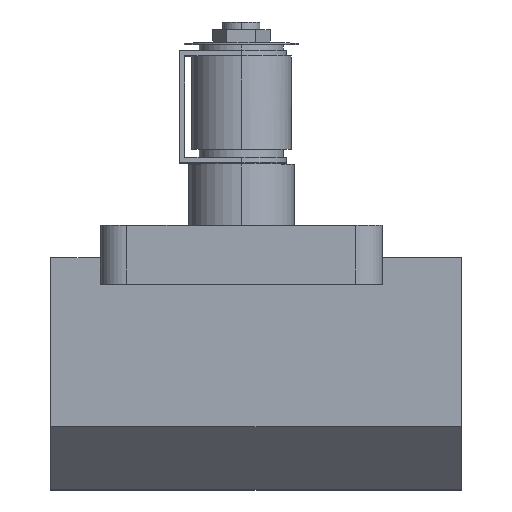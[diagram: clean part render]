
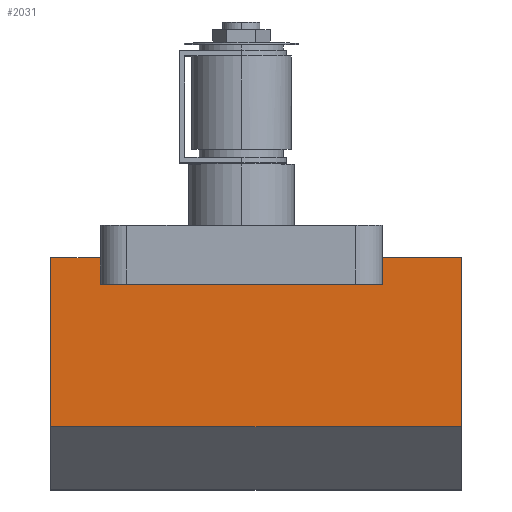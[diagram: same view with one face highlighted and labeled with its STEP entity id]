
A CAD part, top view. The second image highlights one B-rep face of the part: STEP entity #2031.
In plain terms, the highlighted planar face has unit normal (0, 0, 1).
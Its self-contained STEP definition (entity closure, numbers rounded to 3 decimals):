
#13 = ORIENTED_EDGE ( 'NONE', *, *, #1974, .F. ) ;
#96 = VECTOR ( 'NONE', #1251, 1000. ) ;
#172 = EDGE_CURVE ( 'NONE', #1813, #1356, #588, .T. ) ;
#193 = DIRECTION ( 'NONE',  ( 0., -1., 0. ) ) ;
#275 = LINE ( 'NONE', #1412, #1306 ) ;
#284 = EDGE_CURVE ( 'NONE', #1348, #1813, #2003, .T. ) ;
#330 = EDGE_CURVE ( 'NONE', #2008, #744, #516, .T. ) ;
#333 = EDGE_CURVE ( 'NONE', #1663, #1905, #671, .T. ) ;
#364 = DIRECTION ( 'NONE',  ( 1., 0., 0. ) ) ;
#386 = CARTESIAN_POINT ( 'NONE',  ( 48., -33.8, 37. ) ) ;
#399 = ORIENTED_EDGE ( 'NONE', *, *, #284, .T. ) ;
#477 = VECTOR ( 'NONE', #1151, 1000. ) ;
#499 = VECTOR ( 'NONE', #193, 1000. ) ;
#516 = LINE ( 'NONE', #1135, #1321 ) ;
#518 = DIRECTION ( 'NONE',  ( 0., 0., -1. ) ) ;
#550 = CARTESIAN_POINT ( 'NONE',  ( 75., -82.3, 37. ) ) ;
#588 = LINE ( 'NONE', #1067, #96 ) ;
#613 = CARTESIAN_POINT ( 'NONE',  ( -65., -24.8, 37. ) ) ;
#671 = LINE ( 'NONE', #1028, #2193 ) ;
#712 = CARTESIAN_POINT ( 'NONE',  ( 75., -24.8, 37. ) ) ;
#720 = LINE ( 'NONE', #386, #822 ) ;
#744 = VERTEX_POINT ( 'NONE', #867 ) ;
#822 = VECTOR ( 'NONE', #1722, 1000. ) ;
#852 = CARTESIAN_POINT ( 'NONE',  ( -48., -33.8, 37. ) ) ;
#854 = DIRECTION ( 'NONE',  ( 0., -1., 0. ) ) ;
#867 = CARTESIAN_POINT ( 'NONE',  ( 48., -33.8, 37. ) ) ;
#905 = CARTESIAN_POINT ( 'NONE',  ( -48., -24.8, 37. ) ) ;
#945 = DIRECTION ( 'NONE',  ( -1., 0., 0. ) ) ;
#1018 = DIRECTION ( 'NONE',  ( 0., 1., 0. ) ) ;
#1028 = CARTESIAN_POINT ( 'NONE',  ( 75., -24.8, 37. ) ) ;
#1067 = CARTESIAN_POINT ( 'NONE',  ( -65., -24.8, 37. ) ) ;
#1135 = CARTESIAN_POINT ( 'NONE',  ( 48., -33.8, 37. ) ) ;
#1151 = DIRECTION ( 'NONE',  ( -1., 0., 0. ) ) ;
#1157 = EDGE_CURVE ( 'NONE', #744, #1905, #720, .T. ) ;
#1166 = LINE ( 'NONE', #1540, #499 ) ;
#1168 = CARTESIAN_POINT ( 'NONE',  ( 75., -24.8, 37. ) ) ;
#1191 = LINE ( 'NONE', #1168, #2011 ) ;
#1224 = VERTEX_POINT ( 'NONE', #550 ) ;
#1235 = AXIS2_PLACEMENT_3D ( 'NONE', #2051, #518, #1018 ) ;
#1251 = DIRECTION ( 'NONE',  ( 0., -1., 0. ) ) ;
#1269 = CARTESIAN_POINT ( 'NONE',  ( 48., -24.8, 37. ) ) ;
#1306 = VECTOR ( 'NONE', #945, 1000. ) ;
#1321 = VECTOR ( 'NONE', #364, 1000. ) ;
#1324 = PLANE ( 'NONE',  #1235 ) ;
#1348 = VERTEX_POINT ( 'NONE', #905 ) ;
#1352 = FACE_OUTER_BOUND ( 'NONE', #1585, .T. ) ;
#1356 = VERTEX_POINT ( 'NONE', #1754 ) ;
#1381 = DIRECTION ( 'NONE',  ( -1., 0., 0. ) ) ;
#1404 = ORIENTED_EDGE ( 'NONE', *, *, #330, .F. ) ;
#1412 = CARTESIAN_POINT ( 'NONE',  ( 75., -82.3, 37. ) ) ;
#1540 = CARTESIAN_POINT ( 'NONE',  ( -48., -33.8, 37. ) ) ;
#1564 = EDGE_CURVE ( 'NONE', #1663, #1224, #1191, .T. ) ;
#1576 = ORIENTED_EDGE ( 'NONE', *, *, #172, .T. ) ;
#1585 = EDGE_LOOP ( 'NONE', ( #13, #399, #1576, #1643, #1725, #1760, #1697, #1404 ) ) ;
#1643 = ORIENTED_EDGE ( 'NONE', *, *, #2131, .F. ) ;
#1663 = VERTEX_POINT ( 'NONE', #712 ) ;
#1697 = ORIENTED_EDGE ( 'NONE', *, *, #1157, .F. ) ;
#1722 = DIRECTION ( 'NONE',  ( 0., 1., 0. ) ) ;
#1725 = ORIENTED_EDGE ( 'NONE', *, *, #1564, .F. ) ;
#1754 = CARTESIAN_POINT ( 'NONE',  ( -65., -82.3, 37. ) ) ;
#1760 = ORIENTED_EDGE ( 'NONE', *, *, #333, .T. ) ;
#1813 = VERTEX_POINT ( 'NONE', #613 ) ;
#1905 = VERTEX_POINT ( 'NONE', #1269 ) ;
#1974 = EDGE_CURVE ( 'NONE', #1348, #2008, #1166, .T. ) ;
#2003 = LINE ( 'NONE', #2025, #477 ) ;
#2008 = VERTEX_POINT ( 'NONE', #852 ) ;
#2011 = VECTOR ( 'NONE', #854, 1000. ) ;
#2025 = CARTESIAN_POINT ( 'NONE',  ( 75., -24.8, 37. ) ) ;
#2031 = ADVANCED_FACE ( 'NONE', ( #1352 ), #1324, .F. ) ;
#2051 = CARTESIAN_POINT ( 'NONE',  ( 75., -24.8, 37. ) ) ;
#2131 = EDGE_CURVE ( 'NONE', #1224, #1356, #275, .T. ) ;
#2193 = VECTOR ( 'NONE', #1381, 1000. ) ;
